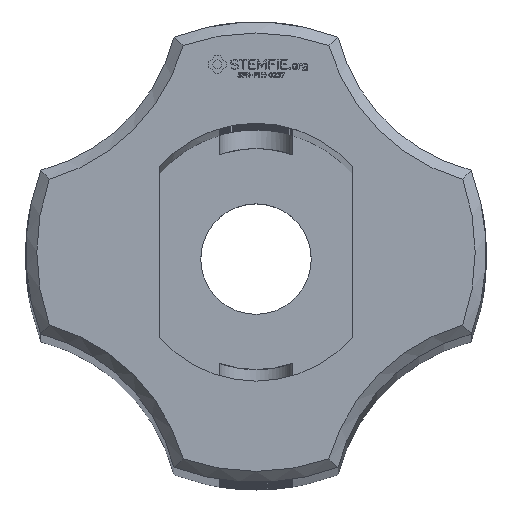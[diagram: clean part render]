
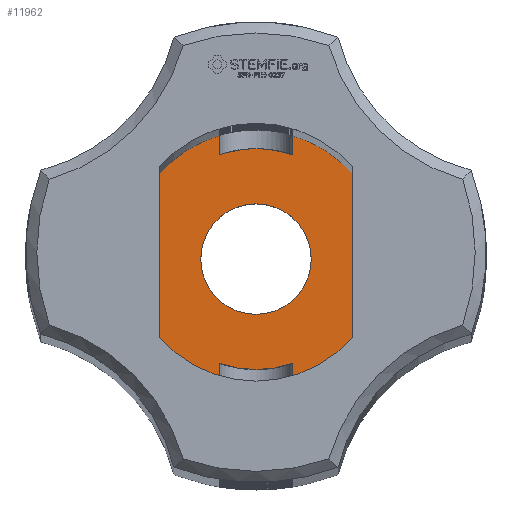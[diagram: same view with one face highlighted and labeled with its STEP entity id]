
A CAD part, top view. The second image highlights one B-rep face of the part: STEP entity #11962.
In plain terms, the highlighted planar face has unit normal (0, 0, 1).
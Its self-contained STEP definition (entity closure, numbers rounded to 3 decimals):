
#3607 = VERTEX_POINT('',#3608);
#3608 = CARTESIAN_POINT('',(2.829,0.998,11.));
#3628 = EDGE_CURVE('',#3629,#3607,#3631,.T.);
#3629 = VERTEX_POINT('',#3630);
#3630 = CARTESIAN_POINT('',(2.625,0.998,11.));
#3631 = LINE('',#3632,#3633);
#3632 = CARTESIAN_POINT('',(121.259,0.998,11.));
#3633 = VECTOR('',#3634,1.);
#3634 = DIRECTION('',(1.,0.,0.));
#3637 = VERTEX_POINT('',#3638);
#3638 = CARTESIAN_POINT('',(2.625,-0.998,11.));
#3645 = EDGE_CURVE('',#3637,#3646,#3648,.T.);
#3646 = VERTEX_POINT('',#3647);
#3647 = CARTESIAN_POINT('',(2.829,-0.998,11.));
#3648 = LINE('',#3649,#3650);
#3649 = CARTESIAN_POINT('',(121.259,-0.998,11.));
#3650 = VECTOR('',#3651,1.);
#3651 = DIRECTION('',(1.,0.,0.));
#11809 = EDGE_CURVE('',#11810,#3629,#11812,.T.);
#11810 = VERTEX_POINT('',#11811);
#11811 = CARTESIAN_POINT('',(2.625,2.315,11.));
#11812 = LINE('',#11813,#11814);
#11813 = CARTESIAN_POINT('',(2.625,2.315,11.));
#11814 = VECTOR('',#11815,1.);
#11815 = DIRECTION('',(0.,-1.,0.));
#11825 = VERTEX_POINT('',#11826);
#11826 = CARTESIAN_POINT('',(2.625,-2.315,11.));
#11832 = EDGE_CURVE('',#3637,#11825,#11833,.T.);
#11833 = LINE('',#11834,#11835);
#11834 = CARTESIAN_POINT('',(2.625,2.315,11.));
#11835 = VECTOR('',#11836,1.);
#11836 = DIRECTION('',(0.,-1.,0.));
#11949 = EDGE_CURVE('',#3607,#3646,#11950,.T.);
#11950 = CIRCLE('',#11951,3.);
#11951 = AXIS2_PLACEMENT_3D('',#11952,#11953,#11954);
#11952 = CARTESIAN_POINT('',(0.,0.,11.));
#11953 = DIRECTION('',(0.,0.,-1.));
#11954 = DIRECTION('',(0.,1.,0.));
#11962 = ADVANCED_FACE('',(#11963,#12104),#12115,.T.);
#11963 = FACE_BOUND('',#11964,.T.);
#11964 = EDGE_LOOP('',(#11965,#11966,#11967,#11968,#11969,#11978,#11986,
    #11995,#12004,#12012,#12021,#12029,#12037,#12046,#12054,#12062,
    #12071,#12079,#12088,#12096,#12103));
#11965 = ORIENTED_EDGE('',*,*,#3645,.T.);
#11966 = ORIENTED_EDGE('',*,*,#11949,.F.);
#11967 = ORIENTED_EDGE('',*,*,#3628,.F.);
#11968 = ORIENTED_EDGE('',*,*,#11809,.F.);
#11969 = ORIENTED_EDGE('',*,*,#11970,.T.);
#11970 = EDGE_CURVE('',#11810,#11971,#11973,.T.);
#11971 = VERTEX_POINT('',#11972);
#11972 = CARTESIAN_POINT('',(0.998,3.355,11.));
#11973 = CIRCLE('',#11974,3.5);
#11974 = AXIS2_PLACEMENT_3D('',#11975,#11976,#11977);
#11975 = CARTESIAN_POINT('',(0.,0.,11.
    ));
#11976 = DIRECTION('',(0.,0.,1.));
#11977 = DIRECTION('',(1.,0.,0.));
#11978 = ORIENTED_EDGE('',*,*,#11979,.T.);
#11979 = EDGE_CURVE('',#11971,#11980,#11982,.T.);
#11980 = VERTEX_POINT('',#11981);
#11981 = CARTESIAN_POINT('',(0.998,2.829,11.));
#11982 = LINE('',#11983,#11984);
#11983 = CARTESIAN_POINT('',(0.998,-121.259,11.));
#11984 = VECTOR('',#11985,1.);
#11985 = DIRECTION('',(0.,-1.,0.));
#11986 = ORIENTED_EDGE('',*,*,#11987,.F.);
#11987 = EDGE_CURVE('',#11988,#11980,#11990,.T.);
#11988 = VERTEX_POINT('',#11989);
#11989 = CARTESIAN_POINT('',(0.,3.,11.));
#11990 = CIRCLE('',#11991,3.);
#11991 = AXIS2_PLACEMENT_3D('',#11992,#11993,#11994);
#11992 = CARTESIAN_POINT('',(0.,0.,11.));
#11993 = DIRECTION('',(0.,0.,-1.));
#11994 = DIRECTION('',(0.,1.,0.));
#11995 = ORIENTED_EDGE('',*,*,#11996,.F.);
#11996 = EDGE_CURVE('',#11997,#11988,#11999,.T.);
#11997 = VERTEX_POINT('',#11998);
#11998 = CARTESIAN_POINT('',(-0.998,2.829,11.));
#11999 = CIRCLE('',#12000,3.);
#12000 = AXIS2_PLACEMENT_3D('',#12001,#12002,#12003);
#12001 = CARTESIAN_POINT('',(0.,0.,11.));
#12002 = DIRECTION('',(0.,0.,-1.));
#12003 = DIRECTION('',(0.,1.,0.));
#12004 = ORIENTED_EDGE('',*,*,#12005,.F.);
#12005 = EDGE_CURVE('',#12006,#11997,#12008,.T.);
#12006 = VERTEX_POINT('',#12007);
#12007 = CARTESIAN_POINT('',(-0.998,3.355,11.));
#12008 = LINE('',#12009,#12010);
#12009 = CARTESIAN_POINT('',(-0.998,-121.259,11.));
#12010 = VECTOR('',#12011,1.);
#12011 = DIRECTION('',(0.,-1.,0.));
#12012 = ORIENTED_EDGE('',*,*,#12013,.T.);
#12013 = EDGE_CURVE('',#12006,#12014,#12016,.T.);
#12014 = VERTEX_POINT('',#12015);
#12015 = CARTESIAN_POINT('',(-2.625,2.315,11.));
#12016 = CIRCLE('',#12017,3.5);
#12017 = AXIS2_PLACEMENT_3D('',#12018,#12019,#12020);
#12018 = CARTESIAN_POINT('',(0.,0.,11.
    ));
#12019 = DIRECTION('',(0.,0.,1.));
#12020 = DIRECTION('',(1.,0.,0.));
#12021 = ORIENTED_EDGE('',*,*,#12022,.T.);
#12022 = EDGE_CURVE('',#12014,#12023,#12025,.T.);
#12023 = VERTEX_POINT('',#12024);
#12024 = CARTESIAN_POINT('',(-2.625,0.998,11.));
#12025 = LINE('',#12026,#12027);
#12026 = CARTESIAN_POINT('',(-2.625,2.315,11.));
#12027 = VECTOR('',#12028,1.);
#12028 = DIRECTION('',(0.,-1.,0.));
#12029 = ORIENTED_EDGE('',*,*,#12030,.F.);
#12030 = EDGE_CURVE('',#12031,#12023,#12033,.T.);
#12031 = VERTEX_POINT('',#12032);
#12032 = CARTESIAN_POINT('',(-2.829,0.998,11.));
#12033 = LINE('',#12034,#12035);
#12034 = CARTESIAN_POINT('',(121.259,0.998,11.));
#12035 = VECTOR('',#12036,1.);
#12036 = DIRECTION('',(1.,0.,0.));
#12037 = ORIENTED_EDGE('',*,*,#12038,.F.);
#12038 = EDGE_CURVE('',#12039,#12031,#12041,.T.);
#12039 = VERTEX_POINT('',#12040);
#12040 = CARTESIAN_POINT('',(-2.829,-0.998,11.));
#12041 = CIRCLE('',#12042,3.);
#12042 = AXIS2_PLACEMENT_3D('',#12043,#12044,#12045);
#12043 = CARTESIAN_POINT('',(0.,0.,11.));
#12044 = DIRECTION('',(0.,0.,-1.));
#12045 = DIRECTION('',(0.,1.,0.));
#12046 = ORIENTED_EDGE('',*,*,#12047,.T.);
#12047 = EDGE_CURVE('',#12039,#12048,#12050,.T.);
#12048 = VERTEX_POINT('',#12049);
#12049 = CARTESIAN_POINT('',(-2.625,-0.998,11.));
#12050 = LINE('',#12051,#12052);
#12051 = CARTESIAN_POINT('',(121.259,-0.998,11.));
#12052 = VECTOR('',#12053,1.);
#12053 = DIRECTION('',(1.,0.,0.));
#12054 = ORIENTED_EDGE('',*,*,#12055,.T.);
#12055 = EDGE_CURVE('',#12048,#12056,#12058,.T.);
#12056 = VERTEX_POINT('',#12057);
#12057 = CARTESIAN_POINT('',(-2.625,-2.315,11.));
#12058 = LINE('',#12059,#12060);
#12059 = CARTESIAN_POINT('',(-2.625,2.315,11.));
#12060 = VECTOR('',#12061,1.);
#12061 = DIRECTION('',(0.,-1.,0.));
#12062 = ORIENTED_EDGE('',*,*,#12063,.T.);
#12063 = EDGE_CURVE('',#12056,#12064,#12066,.T.);
#12064 = VERTEX_POINT('',#12065);
#12065 = CARTESIAN_POINT('',(-0.998,-3.355,11.));
#12066 = CIRCLE('',#12067,3.5);
#12067 = AXIS2_PLACEMENT_3D('',#12068,#12069,#12070);
#12068 = CARTESIAN_POINT('',(0.,0.,11.
    ));
#12069 = DIRECTION('',(0.,0.,1.));
#12070 = DIRECTION('',(1.,0.,0.));
#12071 = ORIENTED_EDGE('',*,*,#12072,.F.);
#12072 = EDGE_CURVE('',#12073,#12064,#12075,.T.);
#12073 = VERTEX_POINT('',#12074);
#12074 = CARTESIAN_POINT('',(-0.998,-2.829,11.));
#12075 = LINE('',#12076,#12077);
#12076 = CARTESIAN_POINT('',(-0.998,-121.259,11.));
#12077 = VECTOR('',#12078,1.);
#12078 = DIRECTION('',(0.,-1.,0.));
#12079 = ORIENTED_EDGE('',*,*,#12080,.F.);
#12080 = EDGE_CURVE('',#12081,#12073,#12083,.T.);
#12081 = VERTEX_POINT('',#12082);
#12082 = CARTESIAN_POINT('',(0.998,-2.829,11.));
#12083 = CIRCLE('',#12084,3.);
#12084 = AXIS2_PLACEMENT_3D('',#12085,#12086,#12087);
#12085 = CARTESIAN_POINT('',(0.,0.,11.));
#12086 = DIRECTION('',(0.,0.,-1.));
#12087 = DIRECTION('',(0.,1.,0.));
#12088 = ORIENTED_EDGE('',*,*,#12089,.T.);
#12089 = EDGE_CURVE('',#12081,#12090,#12092,.T.);
#12090 = VERTEX_POINT('',#12091);
#12091 = CARTESIAN_POINT('',(0.998,-3.355,11.));
#12092 = LINE('',#12093,#12094);
#12093 = CARTESIAN_POINT('',(0.998,-121.259,11.));
#12094 = VECTOR('',#12095,1.);
#12095 = DIRECTION('',(0.,-1.,0.));
#12096 = ORIENTED_EDGE('',*,*,#12097,.T.);
#12097 = EDGE_CURVE('',#12090,#11825,#12098,.T.);
#12098 = CIRCLE('',#12099,3.5);
#12099 = AXIS2_PLACEMENT_3D('',#12100,#12101,#12102);
#12100 = CARTESIAN_POINT('',(0.,0.,11.
    ));
#12101 = DIRECTION('',(0.,0.,1.));
#12102 = DIRECTION('',(1.,0.,0.));
#12103 = ORIENTED_EDGE('',*,*,#11832,.F.);
#12104 = FACE_BOUND('',#12105,.T.);
#12105 = EDGE_LOOP('',(#12106));
#12106 = ORIENTED_EDGE('',*,*,#12107,.T.);
#12107 = EDGE_CURVE('',#12108,#12108,#12110,.T.);
#12108 = VERTEX_POINT('',#12109);
#12109 = CARTESIAN_POINT('',(0.,1.5,11.));
#12110 = CIRCLE('',#12111,1.5);
#12111 = AXIS2_PLACEMENT_3D('',#12112,#12113,#12114);
#12112 = CARTESIAN_POINT('',(0.,0.,11.));
#12113 = DIRECTION('',(0.,0.,-1.));
#12114 = DIRECTION('',(0.,1.,0.));
#12115 = PLANE('',#12116);
#12116 = AXIS2_PLACEMENT_3D('',#12117,#12118,#12119);
#12117 = CARTESIAN_POINT('',(0.,0.001,11.)
  );
#12118 = DIRECTION('',(0.,0.,1.));
#12119 = DIRECTION('',(0.,1.,0.));
